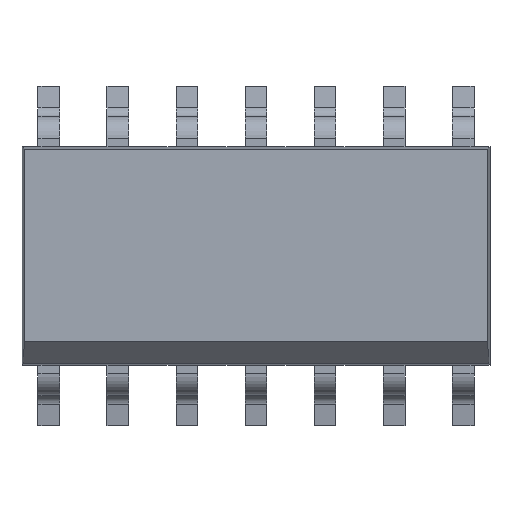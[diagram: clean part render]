
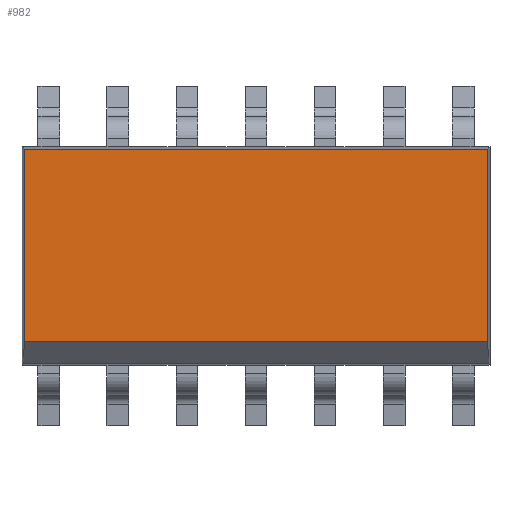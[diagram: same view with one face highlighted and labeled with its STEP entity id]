
A CAD part, top view. The second image highlights one B-rep face of the part: STEP entity #982.
In plain terms, the highlighted planar face has unit normal (0, 0, 1).
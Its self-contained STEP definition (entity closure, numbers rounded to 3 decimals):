
#492 = VERTEX_POINT('',#493);
#493 = CARTESIAN_POINT('',(4.254,1.959,1.59)
  );
#599 = VERTEX_POINT('',#600);
#600 = CARTESIAN_POINT('',(-4.254,1.959,1.59
    ));
#606 = EDGE_CURVE('',#599,#492,#607,.T.);
#607 = LINE('',#608,#609);
#608 = CARTESIAN_POINT('',(4.301,1.959,1.59));
#609 = VECTOR('',#610,1.);
#610 = DIRECTION('',(1.,0.,0.));
#956 = EDGE_CURVE('',#957,#492,#959,.T.);
#957 = VERTEX_POINT('',#958);
#958 = CARTESIAN_POINT('',(4.254,-1.571,1.59
    ));
#959 = LINE('',#960,#961);
#960 = CARTESIAN_POINT('',(4.254,-2.01,1.59)
  );
#961 = VECTOR('',#962,1.);
#962 = DIRECTION('',(0.,1.,0.));
#982 = ADVANCED_FACE('',(#983),#1001,.T.);
#983 = FACE_BOUND('',#984,.T.);
#984 = EDGE_LOOP('',(#985,#986,#987,#995));
#985 = ORIENTED_EDGE('',*,*,#956,.T.);
#986 = ORIENTED_EDGE('',*,*,#606,.F.);
#987 = ORIENTED_EDGE('',*,*,#988,.T.);
#988 = EDGE_CURVE('',#599,#989,#991,.T.);
#989 = VERTEX_POINT('',#990);
#990 = CARTESIAN_POINT('',(-4.254,-1.571,
    1.59));
#991 = LINE('',#992,#993);
#992 = CARTESIAN_POINT('',(-4.254,-2.01,1.59)
  );
#993 = VECTOR('',#994,1.);
#994 = DIRECTION('',(0.,-1.,0.));
#995 = ORIENTED_EDGE('',*,*,#996,.F.);
#996 = EDGE_CURVE('',#957,#989,#997,.T.);
#997 = LINE('',#998,#999);
#998 = CARTESIAN_POINT('',(4.301,-1.571,1.59));
#999 = VECTOR('',#1000,1.);
#1000 = DIRECTION('',(-1.,0.,0.));
#1001 = PLANE('',#1002);
#1002 = AXIS2_PLACEMENT_3D('',#1003,#1004,#1005);
#1003 = CARTESIAN_POINT('',(4.301,0.194,1.59));
#1004 = DIRECTION('',(0.,0.,1.));
#1005 = DIRECTION('',(0.,-1.,0.));
